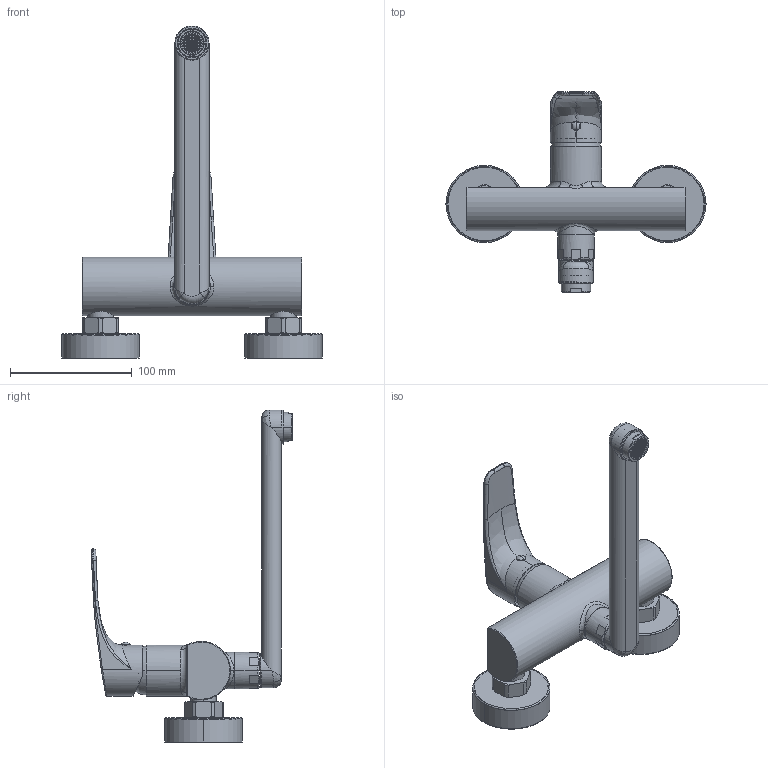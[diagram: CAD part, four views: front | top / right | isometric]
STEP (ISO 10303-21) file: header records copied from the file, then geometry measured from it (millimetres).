
FILE_DESCRIPTION((''),'2;1');
FILE_NAME('LM161CR','2021-11-29T13:54:19',('ut3'),('PAFFONI SpA'),'CREO PARAMETRIC BY PTC INC, 2020044','CREO PARAMETRIC BY PTC INC, 2020044','');
FILE_SCHEMA(('CONFIG_CONTROL_DESIGN','SHAPE_APPEARANCE_LAYERS_GROUPS'));
Products named in the file (1): LM161CR
Bounding box: 213.5 x 165 x 272.6 mm (x, y, z)
Volume: 199374.5 mm3; surface area: 187485.2 mm2
Topology: 8 solids, 9 shells, 2655 faces, 7603 edges, 4950 vertices
Faces by surface type: plane 1941, cylinder 421, cone 112, torus 88, bspline 71, sphere 22
Entity records: 105344 total; most frequent: CARTESIAN_POINT 25021, ORIENTED_EDGE 15182, DIRECTION 14618, EDGE_CURVE 7591, VERTEX_POINT 4950, VECTOR 4938, LINE 4938, AXIS2_PLACEMENT_3D 4840
